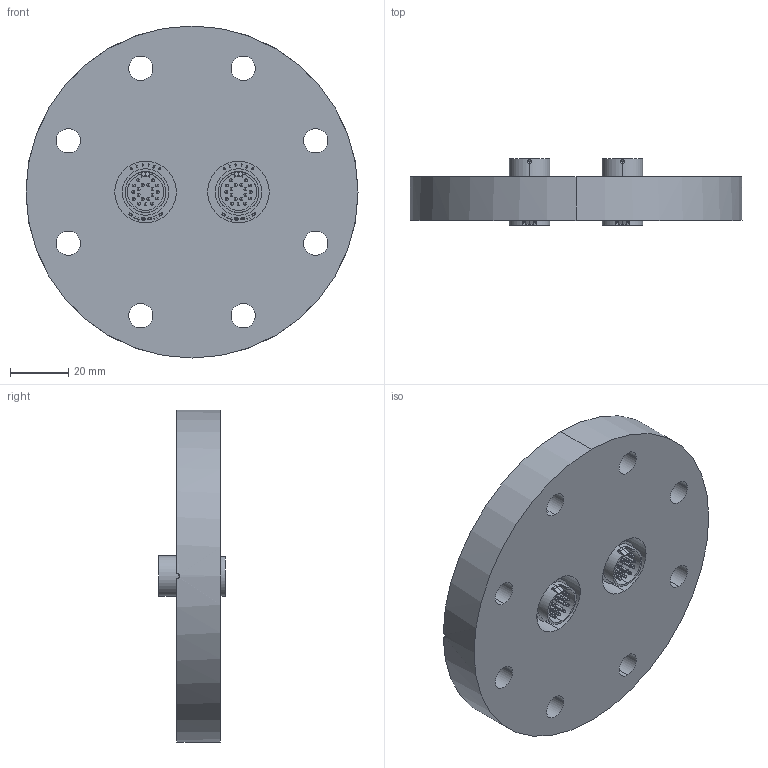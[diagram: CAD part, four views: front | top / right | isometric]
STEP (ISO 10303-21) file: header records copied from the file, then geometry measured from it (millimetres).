
FILE_DESCRIPTION (( 'STEP AP214' ), '1' );
FILE_NAME ('220-CM19-C63-2.STEP', '2020-12-14T15:26:34', ( '' ), ( '' ), 'SwSTEP 2.0', 'SolidWorks 2017', '' );
FILE_SCHEMA (( 'AUTOMOTIVE_DESIGN' ));
Length unit declared in the file: millimetre
Products named in the file (6): 9220-PIN-FENI_pin vergd; 9220-CMX-C63-X_9220-CMX-C63-2; 9220-CM-W-V0914_Einbuchtung-neu; 9220-CM-GLASS19-PLATE; 220-CM19-C63-2; 220-CM19_220-CM19
Assembly tree (24 placements, depth 3):
  220-CM19-C63-2
    9220-CMX-C63-X_9220-CMX-C63-2
    220-CM19_220-CM19  x2
      9220-CM-W-V0914_Einbuchtung-neu
      9220-CM-GLASS19-PLATE
      9220-PIN-FENI_pin vergd
Bounding box: 114.3 x 22.9 x 114.3 mm (x, y, z)
Volume: 135858.8 mm3; surface area: 38402 mm2
Topology: 43 solids, 43 shells, 820 faces, 2264 edges, 1428 vertices
Faces by surface type: plane 222, cylinder 220, bspline 198, sphere 152, cone 14, torus 14
Entity records: 15971 total; most frequent: CARTESIAN_POINT 8088, ORIENTED_EDGE 1700, DIRECTION 1323, EDGE_CURVE 850, VERTEX_POINT 564, AXIS2_PLACEMENT_3D 453, LINE 417, VECTOR 417
